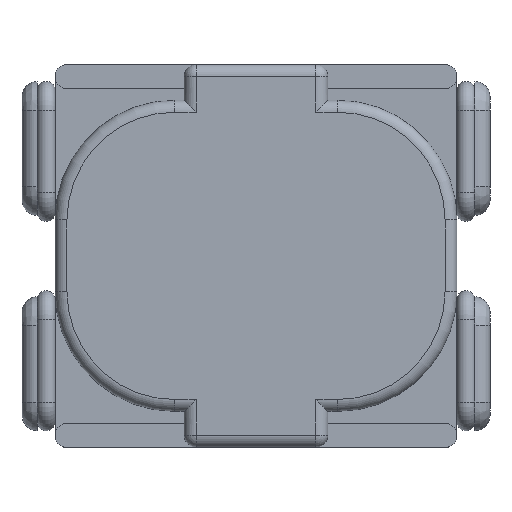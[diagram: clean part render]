
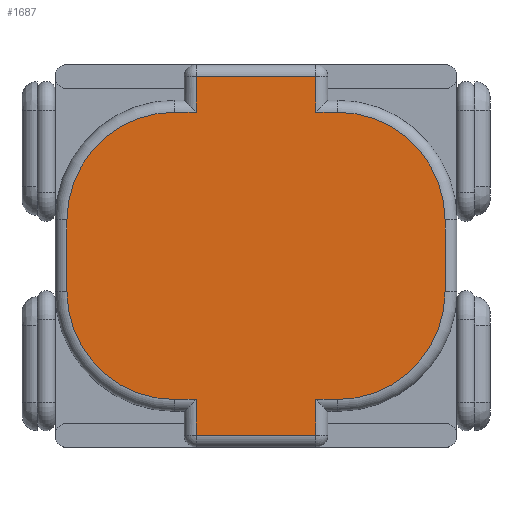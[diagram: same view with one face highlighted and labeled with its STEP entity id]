
A CAD part, top view. The second image highlights one B-rep face of the part: STEP entity #1687.
In plain terms, the highlighted planar face has unit normal (0, 0, 1).
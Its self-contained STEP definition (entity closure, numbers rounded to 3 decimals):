
#83=PLANE('',#1904);
#191=FACE_OUTER_BOUND('',#303,.T.);
#303=EDGE_LOOP('',(#1393,#1394,#1395,#1396,#1397,#1398,#1399,#1400,#1401,
#1402,#1403,#1404,#1405,#1406,#1407,#1408));
#370=LINE('',#2857,#490);
#372=LINE('',#2865,#492);
#373=LINE('',#2869,#493);
#376=LINE('',#2884,#496);
#378=LINE('',#2895,#498);
#379=LINE('',#2898,#499);
#382=LINE('',#2909,#502);
#384=LINE('',#2918,#504);
#386=LINE('',#2927,#506);
#387=LINE('',#2930,#507);
#389=LINE('',#2944,#509);
#391=LINE('',#2953,#511);
#490=VECTOR('',#2207,7.937);
#492=VECTOR('',#2213,2.377);
#493=VECTOR('',#2218,1.429);
#496=VECTOR('',#2235,4.77);
#498=VECTOR('',#2247,1.429);
#499=VECTOR('',#2252,2.377);
#502=VECTOR('',#2263,7.938);
#504=VECTOR('',#2273,2.377);
#506=VECTOR('',#2281,1.429);
#507=VECTOR('',#2286,2.377);
#509=VECTOR('',#2302,4.77);
#511=VECTOR('',#2314,1.429);
#647=CIRCLE('',#1849,7.144);
#651=CIRCLE('',#1855,7.144);
#660=CIRCLE('',#1875,7.144);
#664=CIRCLE('',#1881,7.144);
#757=VERTEX_POINT('',#2850);
#760=VERTEX_POINT('',#2855);
#763=VERTEX_POINT('',#2862);
#764=VERTEX_POINT('',#2864);
#765=VERTEX_POINT('',#2868);
#767=VERTEX_POINT('',#2874);
#769=VERTEX_POINT('',#2880);
#771=VERTEX_POINT('',#2886);
#774=VERTEX_POINT('',#2894);
#778=VERTEX_POINT('',#2907);
#781=VERTEX_POINT('',#2917);
#784=VERTEX_POINT('',#2924);
#785=VERTEX_POINT('',#2926);
#788=VERTEX_POINT('',#2936);
#790=VERTEX_POINT('',#2942);
#792=VERTEX_POINT('',#2948);
#944=EDGE_CURVE('',#760,#757,#370,.T.);
#947=EDGE_CURVE('',#763,#764,#372,.T.);
#949=EDGE_CURVE('',#764,#765,#373,.T.);
#954=EDGE_CURVE('',#765,#767,#647,.T.);
#957=EDGE_CURVE('',#767,#769,#376,.T.);
#960=EDGE_CURVE('',#769,#771,#651,.T.);
#962=EDGE_CURVE('',#771,#774,#378,.T.);
#964=EDGE_CURVE('',#774,#760,#379,.T.);
#970=EDGE_CURVE('',#778,#763,#382,.T.);
#974=EDGE_CURVE('',#757,#781,#384,.T.);
#978=EDGE_CURVE('',#784,#785,#386,.T.);
#980=EDGE_CURVE('',#785,#778,#387,.T.);
#984=EDGE_CURVE('',#788,#784,#660,.T.);
#987=EDGE_CURVE('',#790,#788,#389,.T.);
#990=EDGE_CURVE('',#792,#790,#664,.T.);
#992=EDGE_CURVE('',#781,#792,#391,.T.);
#1393=ORIENTED_EDGE('',*,*,#978,.F.);
#1394=ORIENTED_EDGE('',*,*,#984,.F.);
#1395=ORIENTED_EDGE('',*,*,#987,.F.);
#1396=ORIENTED_EDGE('',*,*,#990,.F.);
#1397=ORIENTED_EDGE('',*,*,#992,.F.);
#1398=ORIENTED_EDGE('',*,*,#974,.F.);
#1399=ORIENTED_EDGE('',*,*,#944,.F.);
#1400=ORIENTED_EDGE('',*,*,#964,.F.);
#1401=ORIENTED_EDGE('',*,*,#962,.F.);
#1402=ORIENTED_EDGE('',*,*,#960,.F.);
#1403=ORIENTED_EDGE('',*,*,#957,.F.);
#1404=ORIENTED_EDGE('',*,*,#954,.F.);
#1405=ORIENTED_EDGE('',*,*,#949,.F.);
#1406=ORIENTED_EDGE('',*,*,#947,.F.);
#1407=ORIENTED_EDGE('',*,*,#970,.F.);
#1408=ORIENTED_EDGE('',*,*,#980,.F.);
#1687=ADVANCED_FACE('',(#191),#83,.T.);
#1849=AXIS2_PLACEMENT_3D('',#2878,#2228,#2229);
#1855=AXIS2_PLACEMENT_3D('',#2890,#2242,#2243);
#1875=AXIS2_PLACEMENT_3D('',#2938,#2294,#2295);
#1881=AXIS2_PLACEMENT_3D('',#2950,#2308,#2309);
#1904=AXIS2_PLACEMENT_3D('',#3003,#2373,#2374);
#2207=DIRECTION('',(1.,0.,0.));
#2213=DIRECTION('',(0.,1.,0.));
#2218=DIRECTION('',(-1.,0.,0.));
#2228=DIRECTION('center_axis',(0.,0.,-1.));
#2229=DIRECTION('ref_axis',(-0.707,-0.707,0.));
#2235=DIRECTION('',(0.,1.,0.));
#2242=DIRECTION('center_axis',(0.,0.,-1.));
#2243=DIRECTION('ref_axis',(-0.707,0.707,0.));
#2247=DIRECTION('',(1.,0.,0.));
#2252=DIRECTION('',(0.,1.,0.));
#2263=DIRECTION('',(-1.,0.,0.));
#2273=DIRECTION('',(0.,-1.,0.));
#2281=DIRECTION('',(-1.,0.,0.));
#2286=DIRECTION('',(0.,-1.,0.));
#2294=DIRECTION('center_axis',(0.,0.,-1.));
#2295=DIRECTION('ref_axis',(0.707,-0.707,0.));
#2302=DIRECTION('',(0.,-1.,0.));
#2308=DIRECTION('center_axis',(0.,0.,-1.));
#2309=DIRECTION('ref_axis',(0.707,0.707,0.));
#2314=DIRECTION('',(1.,0.,0.));
#2373=DIRECTION('center_axis',(0.,0.,1.));
#2374=DIRECTION('ref_axis',(1.,0.,0.));
#2850=CARTESIAN_POINT('',(3.969,11.906,12.486));
#2855=CARTESIAN_POINT('',(-3.969,11.906,12.486));
#2857=CARTESIAN_POINT('',(1.984,11.906,12.486));
#2862=CARTESIAN_POINT('',(-3.969,-11.906,12.486));
#2864=CARTESIAN_POINT('',(-3.969,-9.529,12.486));
#2865=CARTESIAN_POINT('',(-3.969,-5.161,12.486));
#2868=CARTESIAN_POINT('',(-5.398,-9.529,12.486));
#2869=CARTESIAN_POINT('',(-2.699,-9.529,12.486));
#2874=CARTESIAN_POINT('',(-12.541,-2.385,12.486));
#2878=CARTESIAN_POINT('Origin',(-5.397,-2.385,12.486));
#2880=CARTESIAN_POINT('',(-12.541,2.385,12.486));
#2884=CARTESIAN_POINT('',(-12.541,1.193,12.486));
#2886=CARTESIAN_POINT('',(-5.397,9.529,12.486));
#2890=CARTESIAN_POINT('Origin',(-5.397,2.385,12.486));
#2894=CARTESIAN_POINT('',(-3.969,9.529,12.486));
#2895=CARTESIAN_POINT('',(-2.381,9.529,12.486));
#2898=CARTESIAN_POINT('',(-3.969,5.953,12.486));
#2907=CARTESIAN_POINT('',(3.969,-11.906,12.486));
#2909=CARTESIAN_POINT('',(-1.984,-11.906,12.486));
#2917=CARTESIAN_POINT('',(3.969,9.529,12.486));
#2918=CARTESIAN_POINT('',(3.969,5.161,12.486));
#2924=CARTESIAN_POINT('',(5.398,-9.529,12.486));
#2926=CARTESIAN_POINT('',(3.969,-9.529,12.486));
#2927=CARTESIAN_POINT('',(2.381,-9.529,12.486));
#2930=CARTESIAN_POINT('',(3.969,-5.953,12.486));
#2936=CARTESIAN_POINT('',(12.541,-2.385,12.486));
#2938=CARTESIAN_POINT('Origin',(5.397,-2.385,12.486));
#2942=CARTESIAN_POINT('',(12.541,2.385,12.486));
#2944=CARTESIAN_POINT('',(12.541,-1.193,12.486));
#2948=CARTESIAN_POINT('',(5.397,9.529,12.486));
#2950=CARTESIAN_POINT('Origin',(5.397,2.385,12.486));
#2953=CARTESIAN_POINT('',(2.699,9.529,12.486));
#3003=CARTESIAN_POINT('Origin',(0.,0.,
12.486));
